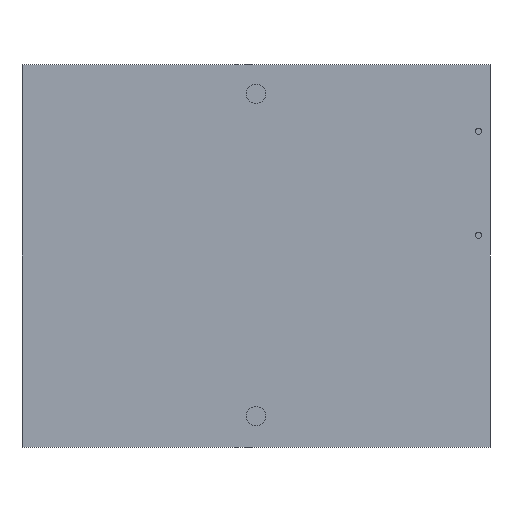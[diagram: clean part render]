
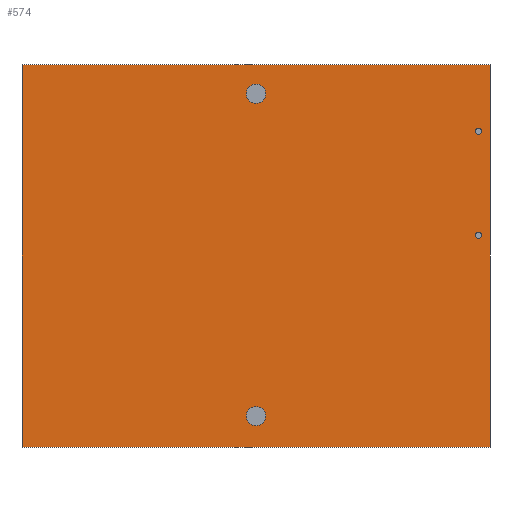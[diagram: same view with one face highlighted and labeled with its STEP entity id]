
A CAD part, front view. The second image highlights one B-rep face of the part: STEP entity #574.
In plain terms, the highlighted planar face has unit normal (0, -1, 0).
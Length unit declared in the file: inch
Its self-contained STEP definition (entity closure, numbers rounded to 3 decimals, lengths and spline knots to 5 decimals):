
#4 = AXIS2_PLACEMENT_3D ( 'NONE', #433, #432, #431 ) ;
#5 = AXIS2_PLACEMENT_3D ( 'NONE', #424, #422, #421 ) ;
#11 = AXIS2_PLACEMENT_3D ( 'NONE', #176, #171, #170 ) ;
#27 = AXIS2_PLACEMENT_3D ( 'NONE', #104, #105, #106 ) ;
#104 = CARTESIAN_POINT ( 'NONE',  ( 0., 0., 0.78 ) ) ;
#105 = DIRECTION ( 'NONE',  ( 0., -1., 0. ) ) ;
#106 = DIRECTION ( 'NONE',  ( 0., 0., -1. ) ) ;
#169 = CIRCLE ( 'NONE', #27, 0.0465 ) ;
#170 = DIRECTION ( 'NONE',  ( 0., 0., -1. ) ) ;
#171 = DIRECTION ( 'NONE',  ( 0., -1., 0. ) ) ;
#173 = PLANE ( 'NONE',  #11 ) ;
#176 = CARTESIAN_POINT ( 'NONE',  ( 0., 0., 0. ) ) ;
#182 = AXIS2_PLACEMENT_3D ( 'NONE', #381, #380, #379 ) ;
#183 = AXIS2_PLACEMENT_3D ( 'NONE', #389, #388, #387 ) ;
#185 = AXIS2_PLACEMENT_3D ( 'NONE', #402, #401, #400 ) ;
#186 = AXIS2_PLACEMENT_3D ( 'NONE', #405, #404, #403 ) ;
#187 = AXIS2_PLACEMENT_3D ( 'NONE', #408, #407, #406 ) ;
#192 = EDGE_CURVE ( 'NONE', #513, #512, #488, .T. ) ;
#193 = EDGE_CURVE ( 'NONE', #494, #516, #486, .T. ) ;
#194 = EDGE_CURVE ( 'NONE', #512, #513, #484, .T. ) ;
#198 = EDGE_CURVE ( 'NONE', #517, #497, #480, .T. ) ;
#199 = EDGE_CURVE ( 'NONE', #507, #511, #476, .T. ) ;
#201 = EDGE_CURVE ( 'NONE', #506, #507, #300, .T. ) ;
#202 = EDGE_CURVE ( 'NONE', #497, #517, #285, .T. ) ;
#203 = EDGE_CURVE ( 'NONE', #511, #495, #303, .T. ) ;
#204 = EDGE_CURVE ( 'NONE', #495, #506, #299, .T. ) ;
#241 = FACE_BOUND ( 'NONE', #309, .T. ) ;
#242 = FACE_OUTER_BOUND ( 'NONE', #334, .T. ) ;
#244 = FACE_BOUND ( 'NONE', #333, .T. ) ;
#246 = FACE_BOUND ( 'NONE', #308, .T. ) ;
#248 = FACE_BOUND ( 'NONE', #310, .T. ) ;
#260 = CIRCLE ( 'NONE', #4, 0.0465 ) ;
#267 = CIRCLE ( 'NONE', #5, 0.015 ) ;
#285 = CIRCLE ( 'NONE', #182, 0.015 ) ;
#298 = VECTOR ( 'NONE', #377, 39.37008 ) ;
#299 = LINE ( 'NONE', #382, #298 ) ;
#300 = LINE ( 'NONE', #384, #302 ) ;
#301 = VECTOR ( 'NONE', #391, 39.37008 ) ;
#302 = VECTOR ( 'NONE', #383, 39.37008 ) ;
#303 = LINE ( 'NONE', #386, #301 ) ;
#308 = EDGE_LOOP ( 'NONE', ( #541, #543 ) ) ;
#309 = EDGE_LOOP ( 'NONE', ( #545, #544 ) ) ;
#310 = EDGE_LOOP ( 'NONE', ( #546, #547 ) ) ;
#333 = EDGE_LOOP ( 'NONE', ( #356, #550 ) ) ;
#334 = EDGE_LOOP ( 'NONE', ( #548, #549, #534, #537 ) ) ;
#356 = ORIENTED_EDGE ( 'NONE', *, *, #202, .F. ) ;
#377 = DIRECTION ( 'NONE',  ( -1., 0., 0. ) ) ;
#379 = DIRECTION ( 'NONE',  ( 0., 0., -1. ) ) ;
#380 = DIRECTION ( 'NONE',  ( 0., -1., 0. ) ) ;
#381 = CARTESIAN_POINT ( 'NONE',  ( 1.07, 0., 0.1 ) ) ;
#382 = CARTESIAN_POINT ( 'NONE',  ( -1.125, 0., -0.92 ) ) ;
#383 = DIRECTION ( 'NONE',  ( 0., 0., 1. ) ) ;
#384 = CARTESIAN_POINT ( 'NONE',  ( -1.125, 0., 0.92 ) ) ;
#386 = CARTESIAN_POINT ( 'NONE',  ( 1.125, 0., 0.92 ) ) ;
#387 = DIRECTION ( 'NONE',  ( 0., 0., -1. ) ) ;
#388 = DIRECTION ( 'NONE',  ( 0., -1., 0. ) ) ;
#389 = CARTESIAN_POINT ( 'NONE',  ( 1.07, 0., 0.1 ) ) ;
#391 = DIRECTION ( 'NONE',  ( 0., 0., -1. ) ) ;
#392 = CARTESIAN_POINT ( 'NONE',  ( -1.125, 0., 0.92 ) ) ;
#394 = DIRECTION ( 'NONE',  ( 1., 0., 0. ) ) ;
#400 = DIRECTION ( 'NONE',  ( 0., 0., -1. ) ) ;
#401 = DIRECTION ( 'NONE',  ( 0., -1., 0. ) ) ;
#402 = CARTESIAN_POINT ( 'NONE',  ( 0., 0., -0.77 ) ) ;
#403 = DIRECTION ( 'NONE',  ( 0., 0., -1. ) ) ;
#404 = DIRECTION ( 'NONE',  ( 0., -1., 0. ) ) ;
#405 = CARTESIAN_POINT ( 'NONE',  ( 1.07, 0., 0.6 ) ) ;
#406 = DIRECTION ( 'NONE',  ( 0., 0., -1. ) ) ;
#407 = DIRECTION ( 'NONE',  ( 0., -1., 0. ) ) ;
#408 = CARTESIAN_POINT ( 'NONE',  ( 0., 0., -0.77 ) ) ;
#421 = DIRECTION ( 'NONE',  ( 0., 0., -1. ) ) ;
#422 = DIRECTION ( 'NONE',  ( 0., -1., 0. ) ) ;
#424 = CARTESIAN_POINT ( 'NONE',  ( 1.07, 0., 0.6 ) ) ;
#427 = CARTESIAN_POINT ( 'NONE',  ( 1.07, 0., 0.115 ) ) ;
#431 = DIRECTION ( 'NONE',  ( 0., 0., -1. ) ) ;
#432 = DIRECTION ( 'NONE',  ( 0., -1., 0. ) ) ;
#433 = CARTESIAN_POINT ( 'NONE',  ( 0., 0., 0.78 ) ) ;
#435 = CARTESIAN_POINT ( 'NONE',  ( 1.125, 0., -0.92 ) ) ;
#448 = CARTESIAN_POINT ( 'NONE',  ( 1.07, 0., 0.585 ) ) ;
#452 = CARTESIAN_POINT ( 'NONE',  ( 1.07, 0., 0.085 ) ) ;
#453 = CARTESIAN_POINT ( 'NONE',  ( 1.07, 0., 0.615 ) ) ;
#456 = CARTESIAN_POINT ( 'NONE',  ( 0., 0., -0.7235 ) ) ;
#458 = CARTESIAN_POINT ( 'NONE',  ( 0., 0., -0.8165 ) ) ;
#460 = CARTESIAN_POINT ( 'NONE',  ( 1.125, 0., 0.92 ) ) ;
#462 = CARTESIAN_POINT ( 'NONE',  ( 0., 0., 0.8265 ) ) ;
#463 = CARTESIAN_POINT ( 'NONE',  ( 0., 0., 0.7335 ) ) ;
#465 = CARTESIAN_POINT ( 'NONE',  ( -1.125, 0., 0.92 ) ) ;
#466 = CARTESIAN_POINT ( 'NONE',  ( -1.125, 0., -0.92 ) ) ;
#475 = VECTOR ( 'NONE', #394, 39.37008 ) ;
#476 = LINE ( 'NONE', #392, #475 ) ;
#480 = CIRCLE ( 'NONE', #183, 0.015 ) ;
#484 = CIRCLE ( 'NONE', #185, 0.0465 ) ;
#486 = CIRCLE ( 'NONE', #186, 0.015 ) ;
#488 = CIRCLE ( 'NONE', #187, 0.0465 ) ;
#494 = VERTEX_POINT ( 'NONE', #448 ) ;
#495 = VERTEX_POINT ( 'NONE', #435 ) ;
#497 = VERTEX_POINT ( 'NONE', #427 ) ;
#506 = VERTEX_POINT ( 'NONE', #466 ) ;
#507 = VERTEX_POINT ( 'NONE', #465 ) ;
#508 = VERTEX_POINT ( 'NONE', #463 ) ;
#509 = VERTEX_POINT ( 'NONE', #462 ) ;
#511 = VERTEX_POINT ( 'NONE', #460 ) ;
#512 = VERTEX_POINT ( 'NONE', #458 ) ;
#513 = VERTEX_POINT ( 'NONE', #456 ) ;
#516 = VERTEX_POINT ( 'NONE', #453 ) ;
#517 = VERTEX_POINT ( 'NONE', #452 ) ;
#534 = ORIENTED_EDGE ( 'NONE', *, *, #201, .F. ) ;
#537 = ORIENTED_EDGE ( 'NONE', *, *, #204, .F. ) ;
#541 = ORIENTED_EDGE ( 'NONE', *, *, #565, .F. ) ;
#543 = ORIENTED_EDGE ( 'NONE', *, *, #193, .F. ) ;
#544 = ORIENTED_EDGE ( 'NONE', *, *, #192, .F. ) ;
#545 = ORIENTED_EDGE ( 'NONE', *, *, #194, .F. ) ;
#546 = ORIENTED_EDGE ( 'NONE', *, *, #563, .F. ) ;
#547 = ORIENTED_EDGE ( 'NONE', *, *, #615, .F. ) ;
#548 = ORIENTED_EDGE ( 'NONE', *, *, #203, .F. ) ;
#549 = ORIENTED_EDGE ( 'NONE', *, *, #199, .F. ) ;
#550 = ORIENTED_EDGE ( 'NONE', *, *, #198, .F. ) ;
#563 = EDGE_CURVE ( 'NONE', #508, #509, #260, .T. ) ;
#565 = EDGE_CURVE ( 'NONE', #516, #494, #267, .T. ) ;
#574 = ADVANCED_FACE ( 'NONE', ( #246, #241, #248, #242, #244 ), #173, .T. ) ;
#615 = EDGE_CURVE ( 'NONE', #509, #508, #169, .T. ) ;
